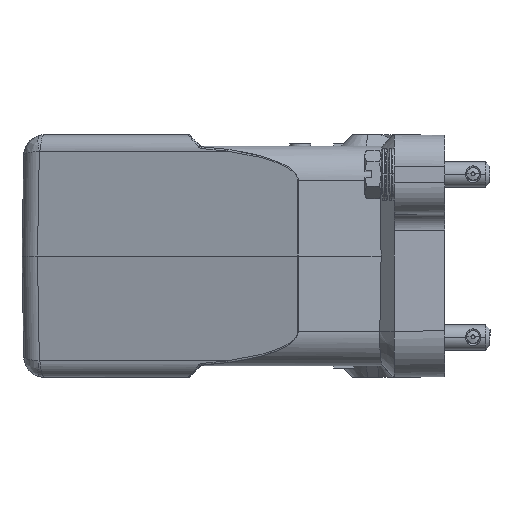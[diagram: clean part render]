
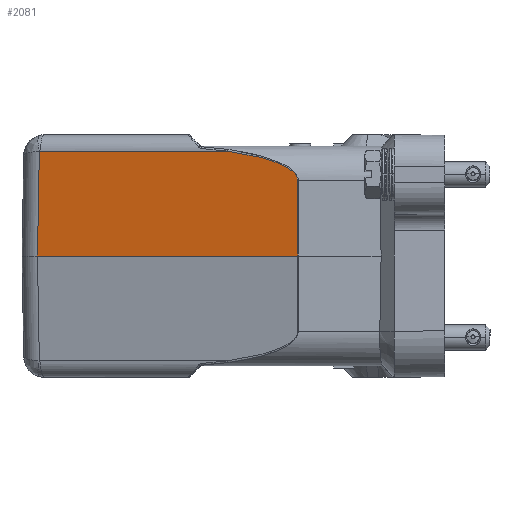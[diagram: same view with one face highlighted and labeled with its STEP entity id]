
A CAD part, left-side view. The second image highlights one B-rep face of the part: STEP entity #2081.
In plain terms, the highlighted planar face has unit normal (-0.966, 0.259, 0.018).
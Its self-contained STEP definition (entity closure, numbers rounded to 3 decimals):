
#754=B_SPLINE_CURVE_WITH_KNOTS('',3,(#25439,#25440,#25441,#25442,#25443,
#25444,#25445,#25446,#25447,#25448,#25449,#25450,#25451,#25452,#25453,#25454,
#25455,#25456,#25457,#25458),.UNSPECIFIED.,.F.,.F.,(4,2,2,2,2,2,2,2,2,4),
(0.,0.25,0.5,0.625,0.75,0.813,0.875,0.938,0.969,1.),
 .UNSPECIFIED.);
#801=B_SPLINE_CURVE_WITH_KNOTS('',3,(#26640,#26641,#26642,#26643),
 .UNSPECIFIED.,.F.,.F.,(4,4),(0.,1.),.UNSPECIFIED.);
#2081=ADVANCED_FACE('NONE',(#3232),#2674,.T.);
#2674=PLANE('',#14324);
#3232=FACE_OUTER_BOUND('',#4011,.T.);
#4011=EDGE_LOOP('',(#6766,#6767,#6768,#6769,#6770,#6771));
#6766=ORIENTED_EDGE('',*,*,#11076,.F.);
#6767=ORIENTED_EDGE('',*,*,#11077,.T.);
#6768=ORIENTED_EDGE('',*,*,#11078,.T.);
#6769=ORIENTED_EDGE('',*,*,#10863,.F.);
#6770=ORIENTED_EDGE('',*,*,#10862,.F.);
#6771=ORIENTED_EDGE('',*,*,#11074,.T.);
#9201=VERTEX_POINT('',#25400);
#9203=VERTEX_POINT('',#25438);
#9204=VERTEX_POINT('',#25548);
#9312=VERTEX_POINT('',#26625);
#9313=VERTEX_POINT('',#26644);
#9314=VERTEX_POINT('',#26646);
#10862=EDGE_CURVE('NONE',#9201,#9203,#754,.T.);
#10863=EDGE_CURVE('NONE',#9203,#9204,#12253,.T.);
#11074=EDGE_CURVE('NONE',#9201,#9312,#12409,.T.);
#11076=EDGE_CURVE('NONE',#9313,#9312,#801,.T.);
#11077=EDGE_CURVE('NONE',#9313,#9314,#12410,.T.);
#11078=EDGE_CURVE('NONE',#9314,#9204,#12411,.T.);
#12253=LINE('',#25547,#13227);
#12409=LINE('',#26626,#13383);
#12410=LINE('',#26645,#13384);
#12411=LINE('',#26647,#13385);
#13227=VECTOR('',#16371,1.);
#13383=VECTOR('',#16719,1.);
#13384=VECTOR('',#16722,1.);
#13385=VECTOR('',#16723,1.);
#14324=AXIS2_PLACEMENT_3D('',#26648,#16724,#16725);
#16371=DIRECTION('',(-0.017,0.002,-1.));
#16719=DIRECTION('',(0.259,0.966,0.));
#16722=DIRECTION('',(-0.013,0.017,-1.));
#16723=DIRECTION('',(-0.259,-0.966,0.));
#16724=DIRECTION('',(-0.966,0.259,0.017));
#16725=DIRECTION('',(-0.259,-0.966,0.));
#25400=CARTESIAN_POINT('',(-46.529,51.861,25.07));
#25438=CARTESIAN_POINT('',(-51.17,35.022,17.948));
#25439=CARTESIAN_POINT('',(-46.529,51.861,25.07));
#25440=CARTESIAN_POINT('',(-46.957,50.278,24.872));
#25441=CARTESIAN_POINT('',(-47.384,48.7,24.629));
#25442=CARTESIAN_POINT('',(-48.235,45.566,24.024));
#25443=CARTESIAN_POINT('',(-48.658,44.01,23.663));
#25444=CARTESIAN_POINT('',(-49.285,41.716,22.977));
#25445=CARTESIAN_POINT('',(-49.493,40.958,22.724));
#25446=CARTESIAN_POINT('',(-49.902,39.469,22.146));
#25447=CARTESIAN_POINT('',(-50.104,38.737,21.823));
#25448=CARTESIAN_POINT('',(-50.397,37.684,21.249));
#25449=CARTESIAN_POINT('',(-50.492,37.341,21.042));
#25450=CARTESIAN_POINT('',(-50.677,36.683,20.587));
#25451=CARTESIAN_POINT('',(-50.766,36.367,20.338));
#25452=CARTESIAN_POINT('',(-50.93,35.792,19.778));
#25453=CARTESIAN_POINT('',(-51.006,35.531,19.465));
#25454=CARTESIAN_POINT('',(-51.094,35.24,18.933));
#25455=CARTESIAN_POINT('',(-51.118,35.16,18.745));
#25456=CARTESIAN_POINT('',(-51.155,35.051,18.355));
#25457=CARTESIAN_POINT('',(-51.166,35.022,18.152));
#25458=CARTESIAN_POINT('',(-51.17,35.022,17.948));
#25547=CARTESIAN_POINT('',(-51.165,35.022,18.241));
#25548=CARTESIAN_POINT('',(-51.483,35.064,0.));
#26625=CARTESIAN_POINT('',(-34.537,96.615,25.07));
#26626=CARTESIAN_POINT('',(-33.393,100.887,25.07));
#26640=CARTESIAN_POINT('',(-34.473,96.857,25.04));
#26641=CARTESIAN_POINT('',(-34.494,96.778,25.06));
#26642=CARTESIAN_POINT('',(-34.515,96.697,25.07));
#26643=CARTESIAN_POINT('',(-34.537,96.615,25.07));
#26644=CARTESIAN_POINT('',(-34.473,96.857,25.04));
#26645=CARTESIAN_POINT('',(-34.473,96.857,25.04));
#26646=CARTESIAN_POINT('',(-34.808,97.295,0.));
#26647=CARTESIAN_POINT('',(-33.815,101.,0.));
#26648=CARTESIAN_POINT('',(-33.815,101.,0.));
